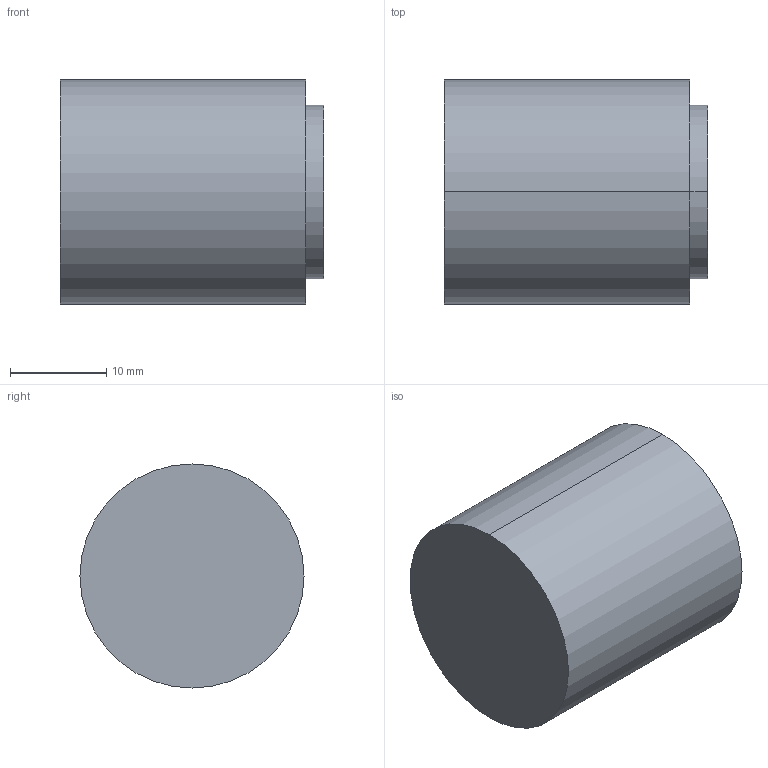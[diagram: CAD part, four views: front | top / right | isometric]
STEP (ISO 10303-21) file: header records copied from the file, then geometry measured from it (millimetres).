
FILE_DESCRIPTION((' '),'2;1');
FILE_NAME( '9.stp', '2025-12-10T19:14:50', (' '), ('--- Datakit www.datakit.com---'), ' Datakit CrossCadWare V2022.2 Mar 12 2022', 'Mastercam 2023', ' ');
FILE_SCHEMA(('AUTOMOTIVE_DESIGN { 1 0 10303 214 1 1 1 1 }'));
Length unit declared in the file: millimetre
Products named in the file (1): 9
Bounding box: 27.3 x 23.23 x 23.23 mm (x, y, z)
Volume: 11258.9 mm3; surface area: 2810 mm2
Topology: 1 solids, 1 shells, 7 faces, 19 edges, 32 vertices
Faces by surface type: cylinder 4, plane 3
Entity records: 296 total; most frequent: CARTESIAN_POINT 47, DIRECTION 43, ORIENTED_EDGE 24, PRESENTATION_LAYER_ASSIGNMENT 18, STYLED_ITEM 18, AXIS2_PLACEMENT_3D 16, EDGE_CURVE 12, VECTOR 11
